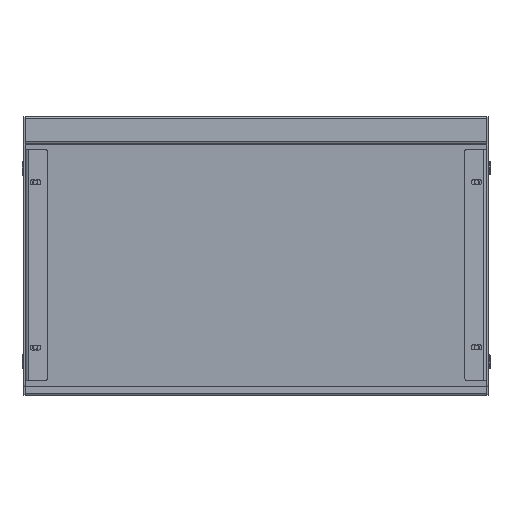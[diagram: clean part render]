
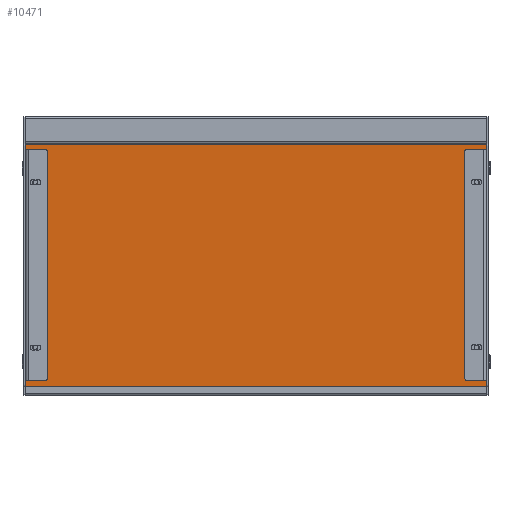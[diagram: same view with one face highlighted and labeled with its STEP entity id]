
A CAD part, front view. The second image highlights one B-rep face of the part: STEP entity #10471.
In plain terms, the highlighted planar face has unit normal (0, -0.998, -0.063).
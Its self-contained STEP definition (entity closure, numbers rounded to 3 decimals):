
#1180 = LINE ( 'NONE', #8675, #9121 ) ;
#1283 = CARTESIAN_POINT ( 'NONE',  ( -251.5, 36.972, -300.68 ) ) ;
#2110 = DIRECTION ( 'NONE',  ( 1., 0., 0. ) ) ;
#3032 = VERTEX_POINT ( 'NONE', #10112 ) ;
#3351 = EDGE_LOOP ( 'NONE', ( #7920, #8654, #8592, #12716 ) ) ;
#3868 = EDGE_CURVE ( 'NONE', #6119, #5002, #10142, .T. ) ;
#4069 = LINE ( 'NONE', #9564, #11109 ) ;
#4143 = EDGE_CURVE ( 'NONE', #3032, #7353, #13913, .T. ) ;
#4221 = CARTESIAN_POINT ( 'NONE',  ( 251.5, 37.174, -303.88 ) ) ;
#4640 = EDGE_CURVE ( 'NONE', #5002, #3032, #4069, .T. ) ;
#5002 = VERTEX_POINT ( 'NONE', #13256 ) ;
#5237 = FACE_OUTER_BOUND ( 'NONE', #3351, .T. ) ;
#5522 = DIRECTION ( 'NONE',  ( -1., 0., 0. ) ) ;
#5563 = EDGE_CURVE ( 'NONE', #7353, #6119, #1180, .T. ) ;
#6119 = VERTEX_POINT ( 'NONE', #1283 ) ;
#6833 = CARTESIAN_POINT ( 'NONE',  ( 251.5, 36.972, -300.68 ) ) ;
#7353 = VERTEX_POINT ( 'NONE', #6833 ) ;
#7920 = ORIENTED_EDGE ( 'NONE', *, *, #3868, .F. ) ;
#8592 = ORIENTED_EDGE ( 'NONE', *, *, #4143, .F. ) ;
#8654 = ORIENTED_EDGE ( 'NONE', *, *, #5563, .F. ) ;
#8675 = CARTESIAN_POINT ( 'NONE',  ( 251.5, 36.972, -300.68 ) ) ;
#9121 = VECTOR ( 'NONE', #5522, 1000. ) ;
#9518 = DIRECTION ( 'NONE',  ( 0., 0.063, -0.998 ) ) ;
#9542 = CARTESIAN_POINT ( 'NONE',  ( 0., 17.925, 1.226 ) ) ;
#9564 = CARTESIAN_POINT ( 'NONE',  ( -251.5, 18.192, -2.999 ) ) ;
#10112 = CARTESIAN_POINT ( 'NONE',  ( 251.5, 18.192, -2.999 ) ) ;
#10142 = LINE ( 'NONE', #12214, #11492 ) ;
#10471 = ADVANCED_FACE ( 'NONE', ( #5237 ), #12540, .T. ) ;
#11109 = VECTOR ( 'NONE', #2110, 1000. ) ;
#11492 = VECTOR ( 'NONE', #13411, 1000. ) ;
#11708 = AXIS2_PLACEMENT_3D ( 'NONE', #9542, #13804, #13669 ) ;
#12214 = CARTESIAN_POINT ( 'NONE',  ( -251.5, 18.097, -1.5 ) ) ;
#12540 = PLANE ( 'NONE',  #11708 ) ;
#12716 = ORIENTED_EDGE ( 'NONE', *, *, #4640, .F. ) ;
#13103 = VECTOR ( 'NONE', #9518, 1000. ) ;
#13256 = CARTESIAN_POINT ( 'NONE',  ( -251.5, 18.192, -2.999 ) ) ;
#13411 = DIRECTION ( 'NONE',  ( 0., -0.063, 0.998 ) ) ;
#13669 = DIRECTION ( 'NONE',  ( 0., 0.063, -0.998 ) ) ;
#13804 = DIRECTION ( 'NONE',  ( 0., -0.998, -0.063 ) ) ;
#13913 = LINE ( 'NONE', #4221, #13103 ) ;
